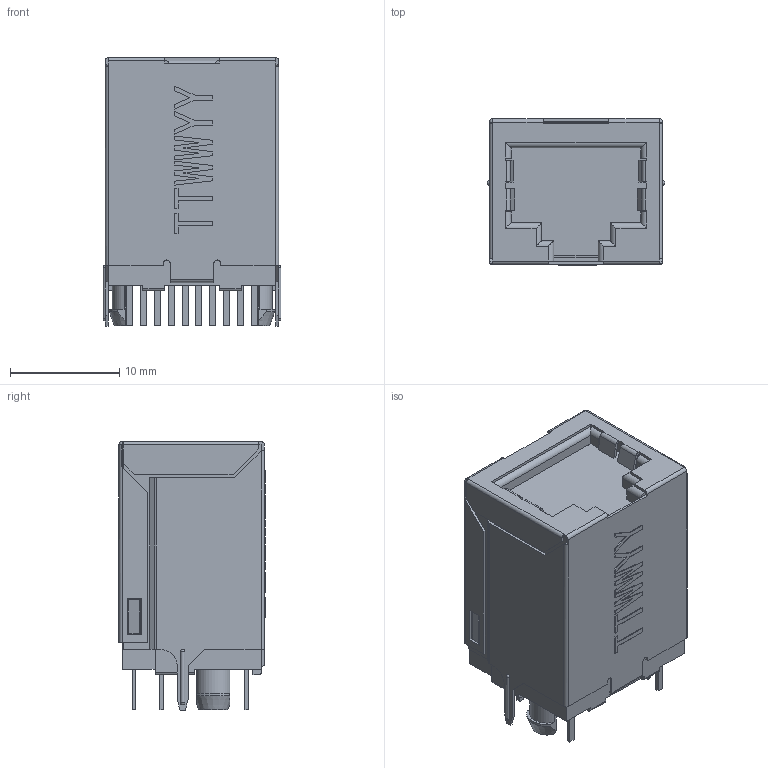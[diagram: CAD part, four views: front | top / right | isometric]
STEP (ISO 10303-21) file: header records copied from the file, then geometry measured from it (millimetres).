
FILE_DESCRIPTION (( 'STEP AP203' ), '1' );
FILE_NAME ('CUSTOMER-BB(090)A316-1.STEP', '2020-05-28T13:00:49', ( '' ), ( '' ), 'SwSTEP 2.0', 'SolidWorks 2018', '' );
FILE_SCHEMA (( 'CONFIG_CONTROL_DESIGN' ));
Length unit declared in the file: millimetre
Products named in the file (1): CUSTOMER-BB(090)A316-1
Bounding box: 16.24 x 13.35 x 24.57 mm (x, y, z)
Volume: 4136.5 mm3; surface area: 3955.2 mm2
Topology: 1 solids, 3 shells, 437 faces, 1220 edges, 792 vertices
Faces by surface type: plane 360, cylinder 67, sphere 6, cone 2, bspline 2
Entity records: 13859 total; most frequent: CARTESIAN_POINT 2556, ORIENTED_EDGE 2420, DIRECTION 2174, EDGE_CURVE 1210, LINE 1066, VECTOR 1066, VERTEX_POINT 788, AXIS2_PLACEMENT_3D 554
